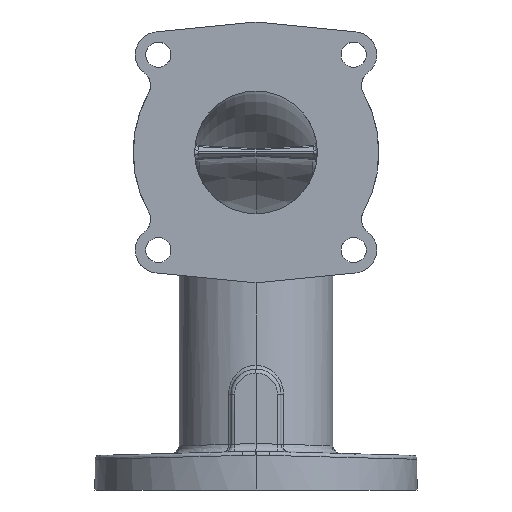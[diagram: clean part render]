
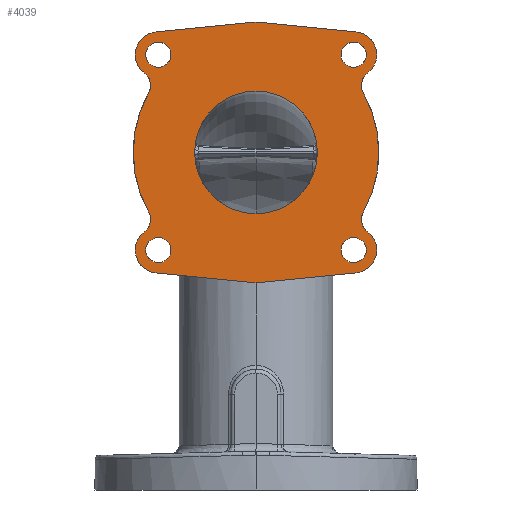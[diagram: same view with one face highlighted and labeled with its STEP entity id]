
A CAD part, front view. The second image highlights one B-rep face of the part: STEP entity #4039.
In plain terms, the highlighted planar face has unit normal (0, -1, 0).
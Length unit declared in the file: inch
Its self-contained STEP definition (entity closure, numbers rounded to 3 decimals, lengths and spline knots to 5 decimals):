
#2=CARTESIAN_POINT('',(0.,0.109,0.));
#3=DIRECTION('',(0.,1.,0.));
#4=DIRECTION('',(-0.874,0.,-0.485));
#5=AXIS2_PLACEMENT_3D('',#2,#3,#4);
#22=CARTESIAN_POINT('',(1.59099,0.109,-1.59099));
#23=DIRECTION('',(0.,1.,0.));
#24=DIRECTION('',(-1.,0.,0.));
#25=AXIS2_PLACEMENT_3D('',#22,#23,#24);
#27=CARTESIAN_POINT('',(1.59099,0.109,-1.59099));
#28=DIRECTION('',(0.,1.,0.));
#29=DIRECTION('',(1.,0.,0.));
#30=AXIS2_PLACEMENT_3D('',#27,#28,#29);
#32=CARTESIAN_POINT('',(1.59099,0.109,1.59099));
#33=DIRECTION('',(0.,1.,0.));
#34=DIRECTION('',(0.,0.,-1.));
#35=AXIS2_PLACEMENT_3D('',#32,#33,#34);
#37=CARTESIAN_POINT('',(1.59099,0.109,1.59099));
#38=DIRECTION('',(0.,1.,0.));
#39=DIRECTION('',(0.,0.,1.));
#40=AXIS2_PLACEMENT_3D('',#37,#38,#39);
#42=CARTESIAN_POINT('',(-1.59099,0.109,1.59099));
#43=DIRECTION('',(0.,1.,0.));
#44=DIRECTION('',(1.,0.,0.));
#45=AXIS2_PLACEMENT_3D('',#42,#43,#44);
#47=CARTESIAN_POINT('',(-1.59099,0.109,1.59099));
#48=DIRECTION('',(0.,1.,0.));
#49=DIRECTION('',(-1.,0.,0.));
#50=AXIS2_PLACEMENT_3D('',#47,#48,#49);
#52=CARTESIAN_POINT('',(-1.59099,0.109,-1.59099));
#53=DIRECTION('',(0.,1.,0.));
#54=DIRECTION('',(0.,0.,1.));
#55=AXIS2_PLACEMENT_3D('',#52,#53,#54);
#57=CARTESIAN_POINT('',(-1.59099,0.109,-1.59099));
#58=DIRECTION('',(0.,1.,0.));
#59=DIRECTION('',(0.,0.,-1.));
#60=AXIS2_PLACEMENT_3D('',#57,#58,#59);
#62=CARTESIAN_POINT('',(-1.96727,0.109,1.09195));
#63=DIRECTION('',(0.,1.,0.));
#64=DIRECTION('',(0.602,0.,0.798));
#65=AXIS2_PLACEMENT_3D('',#62,#63,#64);
#97=CARTESIAN_POINT('',(-1.96727,0.109,-1.09195));
#98=DIRECTION('',(0.,1.,0.));
#99=DIRECTION('',(0.874,0.,0.485));
#100=AXIS2_PLACEMENT_3D('',#97,#98,#99);
#117=CARTESIAN_POINT('',(-1.59099,0.109,-1.59099));
#118=DIRECTION('',(0.,1.,0.));
#119=DIRECTION('',(-0.098,0.,-0.995));
#120=AXIS2_PLACEMENT_3D('',#117,#118,#119);
#140=DIRECTION('',(-0.995,0.,0.098));
#141=VECTOR('',#140,1.63578);
#142=CARTESIAN_POINT('',(0.,0.109,-2.125));
#143=LINE('',#142,#141);
#152=DIRECTION('',(-0.995,0.,-0.098));
#153=VECTOR('',#152,1.63578);
#154=CARTESIAN_POINT('',(1.62786,0.109,-1.96417));
#155=LINE('',#154,#153);
#164=CARTESIAN_POINT('',(1.59099,0.109,-1.59099));
#165=DIRECTION('',(0.,1.,0.));
#166=DIRECTION('',(0.602,0.,0.798));
#167=AXIS2_PLACEMENT_3D('',#164,#165,#166);
#187=CARTESIAN_POINT('',(1.96727,0.109,-1.09195));
#188=DIRECTION('',(0.,1.,0.));
#189=DIRECTION('',(-0.602,0.,-0.798));
#190=AXIS2_PLACEMENT_3D('',#187,#188,#189);
#207=CARTESIAN_POINT('',(0.,0.109,0.));
#208=DIRECTION('',(0.,1.,0.));
#209=DIRECTION('',(0.874,0.,0.485));
#210=AXIS2_PLACEMENT_3D('',#207,#208,#209);
#227=CARTESIAN_POINT('',(1.96727,0.109,1.09195));
#228=DIRECTION('',(0.,1.,0.));
#229=DIRECTION('',(-0.874,0.,-0.485));
#230=AXIS2_PLACEMENT_3D('',#227,#228,#229);
#247=CARTESIAN_POINT('',(1.59099,0.109,1.59099));
#248=DIRECTION('',(0.,1.,0.));
#249=DIRECTION('',(0.098,0.,0.995));
#250=AXIS2_PLACEMENT_3D('',#247,#248,#249);
#270=DIRECTION('',(0.995,0.,-0.098));
#271=VECTOR('',#270,1.63578);
#272=CARTESIAN_POINT('',(0.,0.109,2.125));
#273=LINE('',#272,#271);
#282=DIRECTION('',(0.995,0.,0.098));
#283=VECTOR('',#282,1.63578);
#284=CARTESIAN_POINT('',(-1.62786,0.109,1.96417));
#285=LINE('',#284,#283);
#294=CARTESIAN_POINT('',(-1.59099,0.109,1.59099));
#295=DIRECTION('',(0.,1.,0.));
#296=DIRECTION('',(-0.602,0.,-0.798));
#297=AXIS2_PLACEMENT_3D('',#294,#295,#296);
#2642=CARTESIAN_POINT('',(0.,0.109,0.));
#2643=DIRECTION('',(0.,-1.,0.));
#2644=DIRECTION('',(0.,0.,-1.));
#2645=AXIS2_PLACEMENT_3D('',#2642,#2643,#2644);
#2708=CARTESIAN_POINT('',(0.,0.109,0.));
#2709=DIRECTION('',(0.,-1.,0.));
#2710=DIRECTION('',(0.,0.,1.));
#2711=AXIS2_PLACEMENT_3D('',#2708,#2709,#2710);
#3562=CARTESIAN_POINT('',(-1.74868,0.109,-0.97062));
#3563=CARTESIAN_POINT('',(-1.74868,0.109,0.97062));
#3564=VERTEX_POINT('',#3562);
#3565=VERTEX_POINT('',#3563);
#3566=CARTESIAN_POINT('',(-1.81676,0.109,1.29157));
#3567=VERTEX_POINT('',#3566);
#3568=CARTESIAN_POINT('',(-1.62786,0.109,1.96417));
#3569=VERTEX_POINT('',#3568);
#3570=CARTESIAN_POINT('',(0.,0.109,2.125));
#3571=VERTEX_POINT('',#3570);
#3572=CARTESIAN_POINT('',(1.62786,0.109,1.96417));
#3573=VERTEX_POINT('',#3572);
#3574=CARTESIAN_POINT('',(1.81676,0.109,1.29157));
#3575=VERTEX_POINT('',#3574);
#3576=CARTESIAN_POINT('',(1.74868,0.109,0.97062));
#3577=VERTEX_POINT('',#3576);
#3578=CARTESIAN_POINT('',(1.74868,0.109,-0.97062));
#3579=VERTEX_POINT('',#3578);
#3580=CARTESIAN_POINT('',(1.81676,0.109,-1.29157));
#3581=VERTEX_POINT('',#3580);
#3582=CARTESIAN_POINT('',(1.62786,0.109,-1.96417));
#3583=VERTEX_POINT('',#3582);
#3584=CARTESIAN_POINT('',(0.,0.109,-2.125));
#3585=VERTEX_POINT('',#3584);
#3586=CARTESIAN_POINT('',(-1.62786,0.109,-1.96417));
#3587=VERTEX_POINT('',#3586);
#3588=CARTESIAN_POINT('',(-1.81676,0.109,-1.29157));
#3589=VERTEX_POINT('',#3588);
#3590=CARTESIAN_POINT('',(0.,0.109,-1.));
#3591=CARTESIAN_POINT('',(0.,0.109,1.));
#3592=VERTEX_POINT('',#3590);
#3593=VERTEX_POINT('',#3591);
#3600=CARTESIAN_POINT('',(1.38599,0.109,-1.59099));
#3601=CARTESIAN_POINT('',(1.79599,0.109,-1.59099));
#3602=VERTEX_POINT('',#3600);
#3603=VERTEX_POINT('',#3601);
#3606=CARTESIAN_POINT('',(1.59099,0.109,1.38599));
#3607=CARTESIAN_POINT('',(1.59099,0.109,1.79599));
#3608=VERTEX_POINT('',#3606);
#3609=VERTEX_POINT('',#3607);
#3612=CARTESIAN_POINT('',(-1.38599,0.109,1.59099));
#3613=CARTESIAN_POINT('',(-1.79599,0.109,1.59099));
#3614=VERTEX_POINT('',#3612);
#3615=VERTEX_POINT('',#3613);
#3618=CARTESIAN_POINT('',(-1.59099,0.109,-1.38599));
#3619=CARTESIAN_POINT('',(-1.59099,0.109,-1.79599));
#3620=VERTEX_POINT('',#3618);
#3621=VERTEX_POINT('',#3619);
#3975=CARTESIAN_POINT('',(-3.15,0.109,-2.125));
#3976=DIRECTION('',(0.,1.,0.));
#3977=DIRECTION('',(0.,0.,1.));
#3978=AXIS2_PLACEMENT_3D('',#3975,#3976,#3977);
#3979=PLANE('',#3978);
#3980=ORIENTED_EDGE('',*,*,#3964,.T.);
#3982=ORIENTED_EDGE('',*,*,#3981,.F.);
#3984=ORIENTED_EDGE('',*,*,#3983,.T.);
#3986=ORIENTED_EDGE('',*,*,#3985,.T.);
#3988=ORIENTED_EDGE('',*,*,#3987,.T.);
#3990=ORIENTED_EDGE('',*,*,#3989,.T.);
#3992=ORIENTED_EDGE('',*,*,#3991,.F.);
#3994=ORIENTED_EDGE('',*,*,#3993,.T.);
#3996=ORIENTED_EDGE('',*,*,#3995,.F.);
#3998=ORIENTED_EDGE('',*,*,#3997,.T.);
#4000=ORIENTED_EDGE('',*,*,#3999,.T.);
#4002=ORIENTED_EDGE('',*,*,#4001,.T.);
#4004=ORIENTED_EDGE('',*,*,#4003,.T.);
#4006=ORIENTED_EDGE('',*,*,#4005,.F.);
#4007=EDGE_LOOP('',(#3980,#3982,#3984,#3986,#3988,#3990,#3992,#3994,#3996,#3998,
#4000,#4002,#4004,#4006));
#4008=FACE_OUTER_BOUND('',#4007,.F.);
#4010=ORIENTED_EDGE('',*,*,#4009,.T.);
#4012=ORIENTED_EDGE('',*,*,#4011,.T.);
#4013=EDGE_LOOP('',(#4010,#4012));
#4014=FACE_BOUND('',#4013,.F.);
#4016=ORIENTED_EDGE('',*,*,#4015,.F.);
#4018=ORIENTED_EDGE('',*,*,#4017,.F.);
#4019=EDGE_LOOP('',(#4016,#4018));
#4020=FACE_BOUND('',#4019,.F.);
#4022=ORIENTED_EDGE('',*,*,#4021,.F.);
#4024=ORIENTED_EDGE('',*,*,#4023,.F.);
#4025=EDGE_LOOP('',(#4022,#4024));
#4026=FACE_BOUND('',#4025,.F.);
#4028=ORIENTED_EDGE('',*,*,#4027,.F.);
#4030=ORIENTED_EDGE('',*,*,#4029,.F.);
#4031=EDGE_LOOP('',(#4028,#4030));
#4032=FACE_BOUND('',#4031,.F.);
#4034=ORIENTED_EDGE('',*,*,#4033,.F.);
#4036=ORIENTED_EDGE('',*,*,#4035,.F.);
#4037=EDGE_LOOP('',(#4034,#4036));
#4038=FACE_BOUND('',#4037,.F.);
#4039=ADVANCED_FACE('',(#4008,#4014,#4020,#4026,#4032,#4038),#3979,.F.);
#6=CIRCLE('',#5,2.);
#26=CIRCLE('',#25,0.205);
#31=CIRCLE('',#30,0.205);
#36=CIRCLE('',#35,0.205);
#41=CIRCLE('',#40,0.205);
#46=CIRCLE('',#45,0.205);
#51=CIRCLE('',#50,0.205);
#56=CIRCLE('',#55,0.205);
#61=CIRCLE('',#60,0.205);
#66=CIRCLE('',#65,0.25);
#101=CIRCLE('',#100,0.25);
#121=CIRCLE('',#120,0.375);
#168=CIRCLE('',#167,0.375);
#191=CIRCLE('',#190,0.25);
#211=CIRCLE('',#210,2.);
#231=CIRCLE('',#230,0.25);
#251=CIRCLE('',#250,0.375);
#298=CIRCLE('',#297,0.375);
#2646=CIRCLE('',#2645,1.);
#2712=CIRCLE('',#2711,1.);
#3964=EDGE_CURVE('',#3564,#3565,#6,.T.);
#3981=EDGE_CURVE('',#3567,#3565,#66,.T.);
#3983=EDGE_CURVE('',#3567,#3569,#298,.T.);
#3985=EDGE_CURVE('',#3569,#3571,#285,.T.);
#3987=EDGE_CURVE('',#3571,#3573,#273,.T.);
#3989=EDGE_CURVE('',#3573,#3575,#251,.T.);
#3991=EDGE_CURVE('',#3577,#3575,#231,.T.);
#3993=EDGE_CURVE('',#3577,#3579,#211,.T.);
#3995=EDGE_CURVE('',#3581,#3579,#191,.T.);
#3997=EDGE_CURVE('',#3581,#3583,#168,.T.);
#3999=EDGE_CURVE('',#3583,#3585,#155,.T.);
#4001=EDGE_CURVE('',#3585,#3587,#143,.T.);
#4003=EDGE_CURVE('',#3587,#3589,#121,.T.);
#4005=EDGE_CURVE('',#3564,#3589,#101,.T.);
#4009=EDGE_CURVE('',#3592,#3593,#2646,.T.);
#4011=EDGE_CURVE('',#3593,#3592,#2712,.T.);
#4015=EDGE_CURVE('',#3602,#3603,#26,.T.);
#4017=EDGE_CURVE('',#3603,#3602,#31,.T.);
#4021=EDGE_CURVE('',#3608,#3609,#36,.T.);
#4023=EDGE_CURVE('',#3609,#3608,#41,.T.);
#4027=EDGE_CURVE('',#3614,#3615,#46,.T.);
#4029=EDGE_CURVE('',#3615,#3614,#51,.T.);
#4033=EDGE_CURVE('',#3620,#3621,#56,.T.);
#4035=EDGE_CURVE('',#3621,#3620,#61,.T.);
